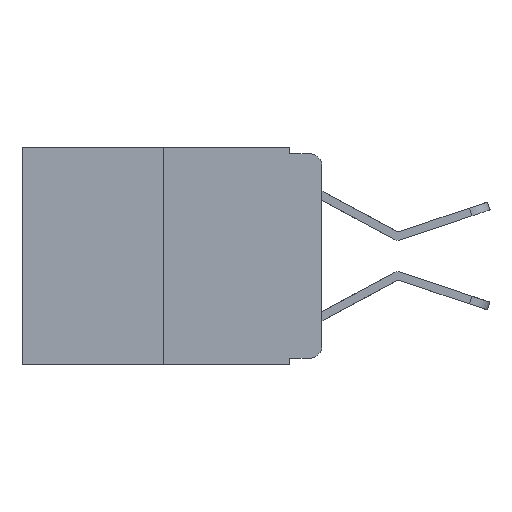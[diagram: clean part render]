
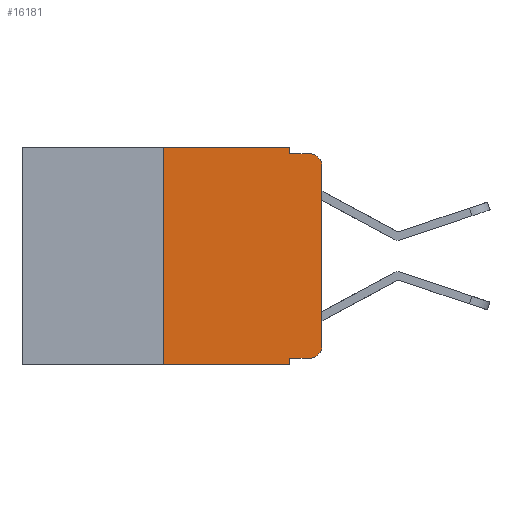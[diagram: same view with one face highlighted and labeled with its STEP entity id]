
A CAD part, left-side view. The second image highlights one B-rep face of the part: STEP entity #16181.
In plain terms, the highlighted planar face has unit normal (-1, 0, 0).
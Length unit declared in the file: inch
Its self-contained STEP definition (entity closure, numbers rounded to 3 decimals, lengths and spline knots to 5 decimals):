
#275 = LINE ( 'NONE', #9100, #10458 ) ;
#553 = CARTESIAN_POINT ( 'NONE',  ( 0., 0.051, -0.333 ) ) ;
#572 = CARTESIAN_POINT ( 'NONE',  ( 0., 0.02, -0.03 ) ) ;
#980 = VECTOR ( 'NONE', #12409, 39.37008 ) ;
#1296 = VERTEX_POINT ( 'NONE', #8543 ) ;
#1405 = DIRECTION ( 'NONE',  ( 0., -1., 0. ) ) ;
#2134 = DIRECTION ( 'NONE',  ( 0., 0., -1. ) ) ;
#2210 = ORIENTED_EDGE ( 'NONE', *, *, #6034, .F. ) ;
#2375 = VERTEX_POINT ( 'NONE', #553 ) ;
#2587 = ORIENTED_EDGE ( 'NONE', *, *, #6241, .F. ) ;
#2940 = EDGE_CURVE ( 'NONE', #3393, #7075, #8657, .T. ) ;
#2975 = VECTOR ( 'NONE', #6155, 39.37008 ) ;
#3275 = VERTEX_POINT ( 'NONE', #17190 ) ;
#3289 = ORIENTED_EDGE ( 'NONE', *, *, #17993, .F. ) ;
#3296 = AXIS2_PLACEMENT_3D ( 'NONE', #6994, #18836, #10187 ) ;
#3393 = VERTEX_POINT ( 'NONE', #8897 ) ;
#3491 = LINE ( 'NONE', #9396, #980 ) ;
#3535 = EDGE_CURVE ( 'NONE', #3275, #18497, #18592, .T. ) ;
#3758 = CARTESIAN_POINT ( 'NONE',  ( 0., 0.02, -0.01 ) ) ;
#3905 = DIRECTION ( 'NONE',  ( 0., 0., 1. ) ) ;
#4093 = CARTESIAN_POINT ( 'NONE',  ( 0., 0.25, 0. ) ) ;
#4359 = EDGE_CURVE ( 'NONE', #2375, #7741, #14976, .T. ) ;
#4596 = CIRCLE ( 'NONE', #7080, 0.02 ) ;
#4846 = DIRECTION ( 'NONE',  ( 0., 0., -1. ) ) ;
#4925 = ORIENTED_EDGE ( 'NONE', *, *, #9597, .T. ) ;
#4954 = ORIENTED_EDGE ( 'NONE', *, *, #16465, .T. ) ;
#5075 = VECTOR ( 'NONE', #1405, 39.37008 ) ;
#5115 = DIRECTION ( 'NONE',  ( 0., -1., 0. ) ) ;
#5279 = CARTESIAN_POINT ( 'NONE',  ( 0., 0.051, 0. ) ) ;
#5406 = CARTESIAN_POINT ( 'NONE',  ( 0., 0., -0.313 ) ) ;
#5432 = EDGE_LOOP ( 'NONE', ( #17029, #4925, #3289, #2587, #7183, #2210, #12860, #13887, #13794, #4954 ) ) ;
#5843 = DIRECTION ( 'NONE',  ( 0., -1., 0. ) ) ;
#5926 = CARTESIAN_POINT ( 'NONE',  ( 0., 0.02, -0.333 ) ) ;
#5959 = LINE ( 'NONE', #17810, #2975 ) ;
#6034 = EDGE_CURVE ( 'NONE', #3275, #3393, #11567, .T. ) ;
#6133 = CARTESIAN_POINT ( 'NONE',  ( 0., 0.051, -0.333 ) ) ;
#6155 = DIRECTION ( 'NONE',  ( 0., 0., 1. ) ) ;
#6241 = EDGE_CURVE ( 'NONE', #7075, #1296, #3491, .T. ) ;
#6994 = CARTESIAN_POINT ( 'NONE',  ( 0., 0.473, 0. ) ) ;
#7075 = VERTEX_POINT ( 'NONE', #5279 ) ;
#7080 = AXIS2_PLACEMENT_3D ( 'NONE', #572, #18317, #2134 ) ;
#7183 = ORIENTED_EDGE ( 'NONE', *, *, #2940, .F. ) ;
#7331 = CARTESIAN_POINT ( 'NONE',  ( 0., 0.051, -0.343 ) ) ;
#7741 = VERTEX_POINT ( 'NONE', #5926 ) ;
#8249 = CIRCLE ( 'NONE', #18795, 0.02 ) ;
#8424 = VERTEX_POINT ( 'NONE', #5406 ) ;
#8506 = VERTEX_POINT ( 'NONE', #3758 ) ;
#8543 = CARTESIAN_POINT ( 'NONE',  ( 0., 0.051, -0.01 ) ) ;
#8657 = LINE ( 'NONE', #11963, #11546 ) ;
#8897 = CARTESIAN_POINT ( 'NONE',  ( 0., 0.25, 0. ) ) ;
#9100 = CARTESIAN_POINT ( 'NONE',  ( 0., 0.051, -0.01 ) ) ;
#9156 = LINE ( 'NONE', #10510, #11257 ) ;
#9396 = CARTESIAN_POINT ( 'NONE',  ( 0., 0.051, 0. ) ) ;
#9597 = EDGE_CURVE ( 'NONE', #13365, #8506, #4596, .T. ) ;
#10187 = DIRECTION ( 'NONE',  ( 0., 0., -1. ) ) ;
#10458 = VECTOR ( 'NONE', #16290, 39.37008 ) ;
#10510 = CARTESIAN_POINT ( 'NONE',  ( 0., 0.051, 0. ) ) ;
#11207 = CARTESIAN_POINT ( 'NONE',  ( 0., 0.473, -0.343 ) ) ;
#11257 = VECTOR ( 'NONE', #16256, 39.37008 ) ;
#11265 = PLANE ( 'NONE',  #3296 ) ;
#11546 = VECTOR ( 'NONE', #5843, 39.37008 ) ;
#11567 = LINE ( 'NONE', #4093, #16520 ) ;
#11581 = CARTESIAN_POINT ( 'NONE',  ( 0., 0., -0.03 ) ) ;
#11650 = FACE_OUTER_BOUND ( 'NONE', #5432, .T. ) ;
#11963 = CARTESIAN_POINT ( 'NONE',  ( 0., 0.473, 0. ) ) ;
#12409 = DIRECTION ( 'NONE',  ( 0., 0., -1. ) ) ;
#12516 = DIRECTION ( 'NONE',  ( -1., 0., 0. ) ) ;
#12860 = ORIENTED_EDGE ( 'NONE', *, *, #3535, .T. ) ;
#13136 = EDGE_CURVE ( 'NONE', #2375, #18497, #9156, .T. ) ;
#13365 = VERTEX_POINT ( 'NONE', #11581 ) ;
#13433 = VECTOR ( 'NONE', #5115, 39.37008 ) ;
#13794 = ORIENTED_EDGE ( 'NONE', *, *, #4359, .T. ) ;
#13887 = ORIENTED_EDGE ( 'NONE', *, *, #13136, .F. ) ;
#14976 = LINE ( 'NONE', #6133, #5075 ) ;
#15236 = CARTESIAN_POINT ( 'NONE',  ( 0., 0.02, -0.313 ) ) ;
#15498 = EDGE_CURVE ( 'NONE', #8424, #13365, #5959, .T. ) ;
#16181 = ADVANCED_FACE ( 'NONE', ( #11650 ), #11265, .F. ) ;
#16256 = DIRECTION ( 'NONE',  ( 0., 0., -1. ) ) ;
#16290 = DIRECTION ( 'NONE',  ( 0., -1., 0. ) ) ;
#16465 = EDGE_CURVE ( 'NONE', #7741, #8424, #8249, .T. ) ;
#16520 = VECTOR ( 'NONE', #3905, 39.37008 ) ;
#17029 = ORIENTED_EDGE ( 'NONE', *, *, #15498, .T. ) ;
#17190 = CARTESIAN_POINT ( 'NONE',  ( 0., 0.25, -0.343 ) ) ;
#17810 = CARTESIAN_POINT ( 'NONE',  ( 0., 0., 0. ) ) ;
#17993 = EDGE_CURVE ( 'NONE', #1296, #8506, #275, .T. ) ;
#18317 = DIRECTION ( 'NONE',  ( -1., 0., 0. ) ) ;
#18497 = VERTEX_POINT ( 'NONE', #7331 ) ;
#18592 = LINE ( 'NONE', #11207, #13433 ) ;
#18795 = AXIS2_PLACEMENT_3D ( 'NONE', #15236, #12516, #4846 ) ;
#18836 = DIRECTION ( 'NONE',  ( 1., 0., 0. ) ) ;
